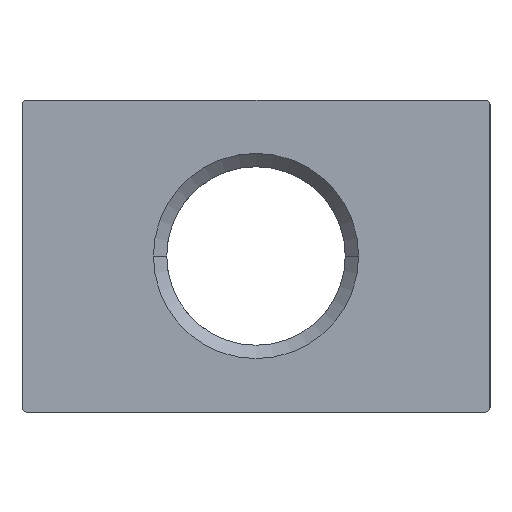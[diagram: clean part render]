
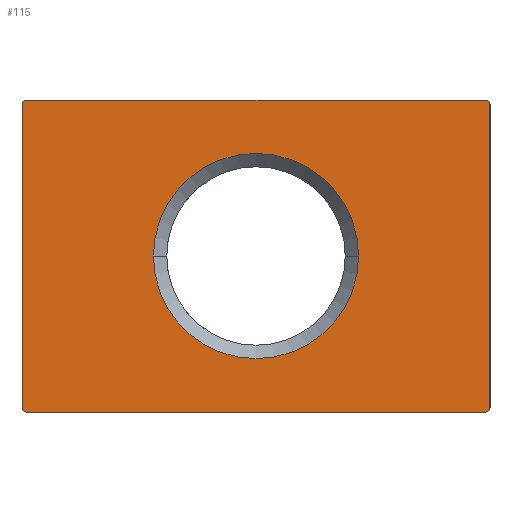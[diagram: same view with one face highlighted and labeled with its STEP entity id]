
A CAD part, left-side view. The second image highlights one B-rep face of the part: STEP entity #115.
In plain terms, the highlighted planar face has unit normal (-1, 0, 0).
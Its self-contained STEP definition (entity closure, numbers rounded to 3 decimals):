
#115=ADVANCED_FACE('',(#240,#241),#242,.T.);
#240=FACE_OUTER_BOUND('',#376,.T.);
#241=FACE_BOUND('',#377,.T.);
#242=PLANE('',#378);
#376=EDGE_LOOP('',(#656,#657,#658,#659,#660,#661,#662,#663));
#377=EDGE_LOOP('',(#664,#665));
#378=AXIS2_PLACEMENT_3D('',#666,#667,#668);
#656=ORIENTED_EDGE('',*,*,#932,.T.);
#657=ORIENTED_EDGE('',*,*,#933,.F.);
#658=ORIENTED_EDGE('',*,*,#934,.T.);
#659=ORIENTED_EDGE('',*,*,#930,.T.);
#660=ORIENTED_EDGE('',*,*,#925,.T.);
#661=ORIENTED_EDGE('',*,*,#896,.T.);
#662=ORIENTED_EDGE('',*,*,#935,.T.);
#663=ORIENTED_EDGE('',*,*,#936,.F.);
#664=ORIENTED_EDGE('',*,*,#876,.T.);
#665=ORIENTED_EDGE('',*,*,#937,.T.);
#666=CARTESIAN_POINT('',(-45.5,30.0,-10.0));
#667=DIRECTION('',(-1.0,0.0,0.0));
#668=DIRECTION('',(0.0,0.0,1.0));
#876=EDGE_CURVE('',#1069,#1074,#1076,.T.);
#896=EDGE_CURVE('',#1105,#1103,#1106,.T.);
#925=EDGE_CURVE('',#1140,#1105,#1141,.T.);
#930=EDGE_CURVE('',#1145,#1140,#1147,.T.);
#932=EDGE_CURVE('',#1149,#1150,#1151,.T.);
#933=EDGE_CURVE('',#1152,#1150,#1153,.T.);
#934=EDGE_CURVE('',#1152,#1145,#1154,.T.);
#935=EDGE_CURVE('',#1103,#1155,#1156,.T.);
#936=EDGE_CURVE('',#1149,#1155,#1157,.T.);
#937=EDGE_CURVE('',#1074,#1069,#1158,.T.);
#1069=VERTEX_POINT('',#1353);
#1074=VERTEX_POINT('',#1359);
#1076=CIRCLE('',#1362,6.579);
#1103=VERTEX_POINT('',#1417);
#1105=VERTEX_POINT('',#1420);
#1106=LINE('',#1421,#1422);
#1140=VERTEX_POINT('',#1510);
#1141=CIRCLE('',#1511,0.3);
#1145=VERTEX_POINT('',#1516);
#1147=LINE('',#1519,#1520);
#1149=VERTEX_POINT('',#1522);
#1150=VERTEX_POINT('',#1523);
#1151=CIRCLE('',#1524,0.3);
#1152=VERTEX_POINT('',#1525);
#1153=LINE('',#1526,#1527);
#1154=CIRCLE('',#1528,0.3);
#1155=VERTEX_POINT('',#1529);
#1156=CIRCLE('',#1530,0.3);
#1157=LINE('',#1531,#1532);
#1158=CIRCLE('',#1533,6.579);
#1353=CARTESIAN_POINT('',(-45.5,8.422,0.0));
#1359=CARTESIAN_POINT('',(-45.5,21.579,0.));
#1362=AXIS2_PLACEMENT_3D('',#1693,#1694,#1695);
#1417=CARTESIAN_POINT('',(-45.5,0.0,9.7));
#1420=CARTESIAN_POINT('',(-45.5,0.0,-9.7));
#1421=CARTESIAN_POINT('',(-45.5,0.0,-9.7));
#1422=VECTOR('',#1721,19.4);
#1510=CARTESIAN_POINT('',(-45.5,0.3,-10.0));
#1511=AXIS2_PLACEMENT_3D('',#1759,#1760,#1761);
#1516=CARTESIAN_POINT('',(-45.5,29.7,-10.0));
#1519=CARTESIAN_POINT('',(-45.5,29.7,-10.0));
#1520=VECTOR('',#1764,29.4);
#1522=CARTESIAN_POINT('',(-45.5,29.7,10.0));
#1523=CARTESIAN_POINT('',(-45.5,30.0,9.7));
#1524=AXIS2_PLACEMENT_3D('',#1765,#1766,#1767);
#1525=CARTESIAN_POINT('',(-45.5,30.0,-9.7));
#1526=CARTESIAN_POINT('',(-45.5,30.0,-9.7));
#1527=VECTOR('',#1768,19.4);
#1528=AXIS2_PLACEMENT_3D('',#1769,#1770,#1771);
#1529=CARTESIAN_POINT('',(-45.5,0.3,10.0));
#1530=AXIS2_PLACEMENT_3D('',#1772,#1773,#1774);
#1531=CARTESIAN_POINT('',(-45.5,29.7,10.0));
#1532=VECTOR('',#1775,29.4);
#1533=AXIS2_PLACEMENT_3D('',#1776,#1777,#1778);
#1693=CARTESIAN_POINT('',(-45.5,15.0,0.0));
#1694=DIRECTION('',(1.0,0.0,0.0));
#1695=DIRECTION('',(0.0,1.0,0.0));
#1721=DIRECTION('',(0.0,0.0,1.0));
#1759=CARTESIAN_POINT('',(-45.5,0.3,-9.7));
#1760=DIRECTION('',(-1.0,0.0,0.0));
#1761=DIRECTION('',(0.0,0.,-1.0));
#1764=DIRECTION('',(0.0,-1.0,0.0));
#1765=CARTESIAN_POINT('',(-45.5,29.7,9.7));
#1766=DIRECTION('',(-1.0,0.0,0.0));
#1767=DIRECTION('',(0.0,0.0,1.0));
#1768=DIRECTION('',(0.0,0.0,1.0));
#1769=CARTESIAN_POINT('',(-45.5,29.7,-9.7));
#1770=DIRECTION('',(-1.0,0.0,0.0));
#1771=DIRECTION('',(0.0,1.0,0.0));
#1772=CARTESIAN_POINT('',(-45.5,0.3,9.7));
#1773=DIRECTION('',(-1.0,0.0,0.0));
#1774=DIRECTION('',(0.0,-1.0,0.0));
#1775=DIRECTION('',(0.0,-1.0,0.0));
#1776=CARTESIAN_POINT('',(-45.5,15.0,0.0));
#1777=DIRECTION('',(1.0,0.0,0.0));
#1778=DIRECTION('',(0.0,1.0,0.0));
